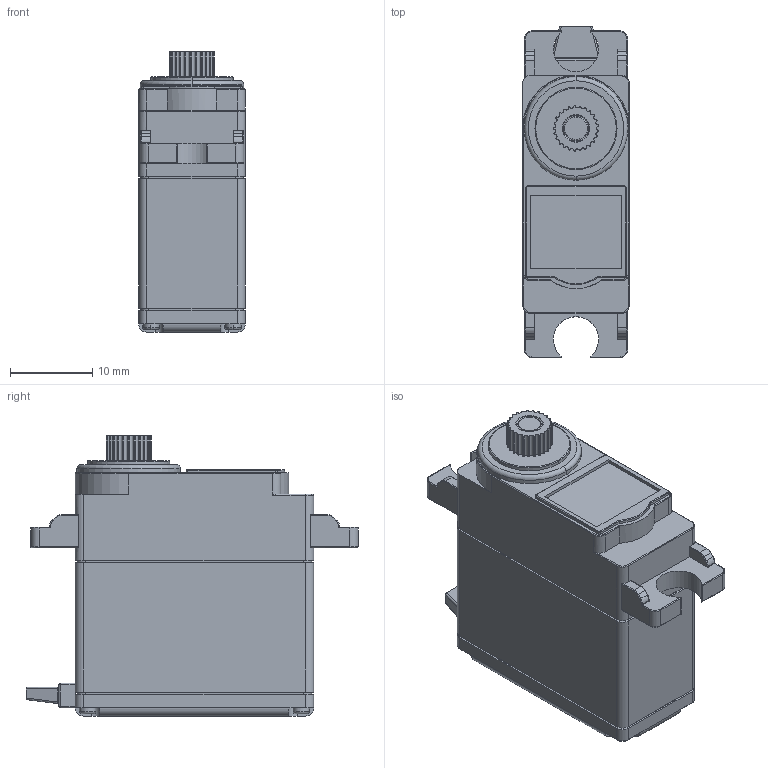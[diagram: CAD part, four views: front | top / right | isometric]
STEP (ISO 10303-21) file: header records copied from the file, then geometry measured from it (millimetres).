
FILE_DESCRIPTION((''),'2;1');
FILE_NAME('HS-85BB_ASM','2012-01-28T',('BALANTHS'),(''),'PRO/ENGINEER BY PARAMETRIC TECHNOLOGY CORPORATION, 2010370','PRO/ENGINEER BY PARAMETRIC TECHNOLOGY CORPORATION, 2010370','');
FILE_SCHEMA(('CONFIG_CONTROL_DESIGN'));
Length unit declared in the file: millimetre
Products named in the file (3): HS-85BB; AXIS_00; HS-85BB_ASM
Assembly tree (2 placements, depth 2):
  HS-85BB_ASM
    HS-85BB
    AXIS_00
Bounding box: 13 x 40.4 x 34.1 mm (x, y, z)
Volume: 11483.1 mm3; surface area: 3936.4 mm2
Topology: 2 solids, 2 shells, 474 faces, 1245 edges, 790 vertices
Faces by surface type: cylinder 238, plane 177, torus 47, bspline 8, sphere 4
Entity records: 15195 total; most frequent: CARTESIAN_POINT 3188, DIRECTION 2615, ORIENTED_EDGE 2490, EDGE_CURVE 1245, AXIS2_PLACEMENT_3D 995, VERTEX_POINT 790, VECTOR 625, LINE 625
